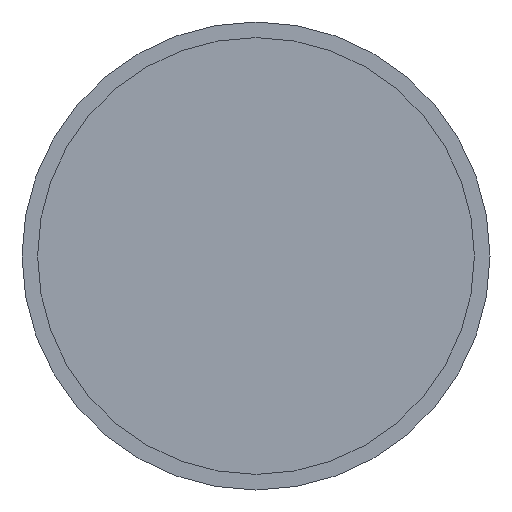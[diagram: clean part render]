
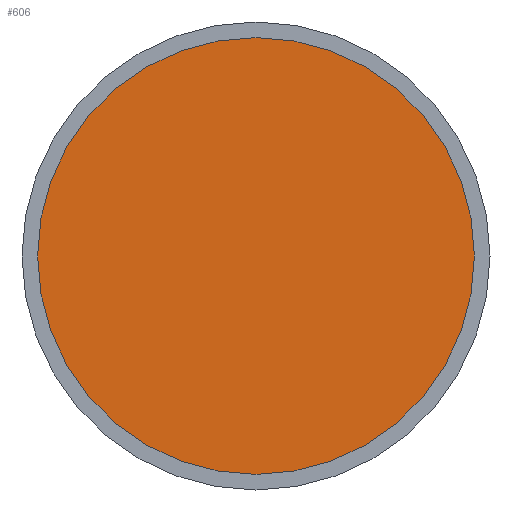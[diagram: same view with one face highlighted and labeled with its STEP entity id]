
A CAD part, front view. The second image highlights one B-rep face of the part: STEP entity #606.
In plain terms, the highlighted planar face has unit normal (0, -1, 0).
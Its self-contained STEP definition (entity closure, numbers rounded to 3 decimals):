
#29 = DIRECTION ( 'NONE',  ( 0., -1., 0. ) ) ;
#105 = CIRCLE ( 'NONE', #701, 28. ) ;
#132 = ORIENTED_EDGE ( 'NONE', *, *, #1683, .T. ) ;
#305 = PLANE ( 'NONE',  #1168 ) ;
#352 = EDGE_LOOP ( 'NONE', ( #1116, #132 ) ) ;
#606 = ADVANCED_FACE ( 'NONE', ( #1512 ), #305, .F. ) ;
#701 = AXIS2_PLACEMENT_3D ( 'NONE', #1517, #852, #717 ) ;
#712 = CARTESIAN_POINT ( 'NONE',  ( 0., 0., 0. ) ) ;
#717 = DIRECTION ( 'NONE',  ( 1., 0., 0. ) ) ;
#728 = CIRCLE ( 'NONE', #875, 28. ) ;
#822 = VERTEX_POINT ( 'NONE', #1524 ) ;
#852 = DIRECTION ( 'NONE',  ( 0., -1., 0. ) ) ;
#875 = AXIS2_PLACEMENT_3D ( 'NONE', #1356, #29, #981 ) ;
#981 = DIRECTION ( 'NONE',  ( 1., 0., 0. ) ) ;
#1002 = DIRECTION ( 'NONE',  ( -1., 0., 0. ) ) ;
#1043 = EDGE_CURVE ( 'NONE', #1362, #822, #728, .T. ) ;
#1116 = ORIENTED_EDGE ( 'NONE', *, *, #1043, .T. ) ;
#1168 = AXIS2_PLACEMENT_3D ( 'NONE', #712, #1647, #1002 ) ;
#1356 = CARTESIAN_POINT ( 'NONE',  ( 0., 0., 0. ) ) ;
#1362 = VERTEX_POINT ( 'NONE', #1709 ) ;
#1512 = FACE_OUTER_BOUND ( 'NONE', #352, .T. ) ;
#1517 = CARTESIAN_POINT ( 'NONE',  ( 0., 0., 0. ) ) ;
#1524 = CARTESIAN_POINT ( 'NONE',  ( -28., 0., 0. ) ) ;
#1647 = DIRECTION ( 'NONE',  ( 0., 1., 0. ) ) ;
#1683 = EDGE_CURVE ( 'NONE', #822, #1362, #105, .T. ) ;
#1709 = CARTESIAN_POINT ( 'NONE',  ( 28., 0., 0. ) ) ;
